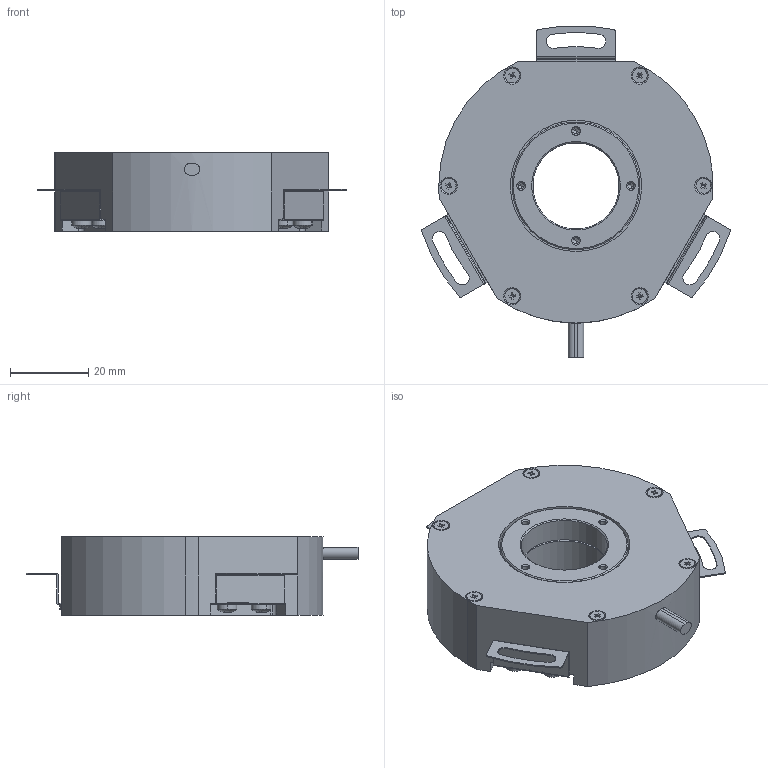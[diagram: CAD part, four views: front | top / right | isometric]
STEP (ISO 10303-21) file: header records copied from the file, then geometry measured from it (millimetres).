
FILE_DESCRIPTION (( 'STEP AP214' ), '1' );
FILE_NAME ('CAB70 20240115.STEP', '2024-01-15T08:03:51', ( '' ), ( '' ), 'SwSTEP 2.0', 'SolidWorks 2018', '' );
FILE_SCHEMA (( 'AUTOMOTIVE_DESIGN' ));
Length unit declared in the file: millimetre
Products named in the file (1): CAB70 20240115
Bounding box: 78.74 x 84.69 x 20 mm (x, y, z)
Volume: 62797.4 mm3; surface area: 23520.1 mm2
Topology: 44 solids, 68 shells, 1444 faces, 3495 edges, 2129 vertices
Faces by surface type: plane 651, cylinder 425, cone 158, sphere 152, torus 58
Entity records: 60028 total; most frequent: CARTESIAN_POINT 12535, DIRECTION 6702, ORIENTED_EDGE 6324, EDGE_CURVE 3162, AXIS2_PLACEMENT_3D 2887, VERTEX_POINT 1964, EDGE_LOOP 1600, UNCERTAINTY_MEASURE_WITH_UNIT 1467
